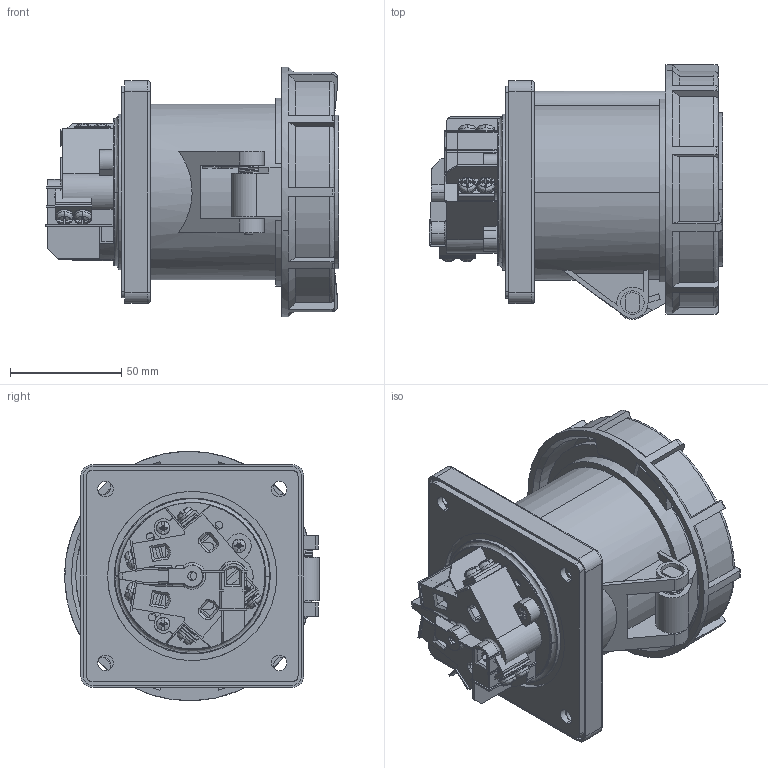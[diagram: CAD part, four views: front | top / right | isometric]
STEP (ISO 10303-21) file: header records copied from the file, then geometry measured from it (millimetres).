
FILE_DESCRIPTION (( 'STEP AP214' ), '1' );
FILE_NAME ('DEP2-3352.STEP', '2025-01-05T07:26:14', ( '' ), ( '' ), 'SwSTEP 2.0', 'SolidWorks 2022', '' );
FILE_SCHEMA (( 'AUTOMOTIVE_DESIGN' ));
Length unit declared in the file: millimetre
Products named in the file (1): DEP2-3352
Bounding box: 131.7 x 114.36 x 112 mm (x, y, z)
Surface area: 120168.4 mm2 (no closed solid volume)
Topology: 0 solids, 54 shells, 893 faces, 3838 edges, 2906 vertices
Faces by surface type: plane 434, cylinder 254, bspline 151, cone 54
Entity records: 63804 total; most frequent: CARTESIAN_POINT 25466, ORIENTED_EDGE 5812, DIRECTION 5013, EDGE_CURVE 3812, VERTEX_POINT 2905, LINE 1815, VECTOR 1815, AXIS2_PLACEMENT_3D 1599
